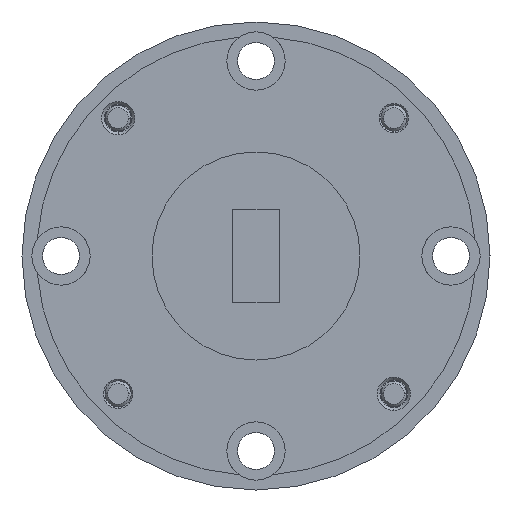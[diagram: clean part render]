
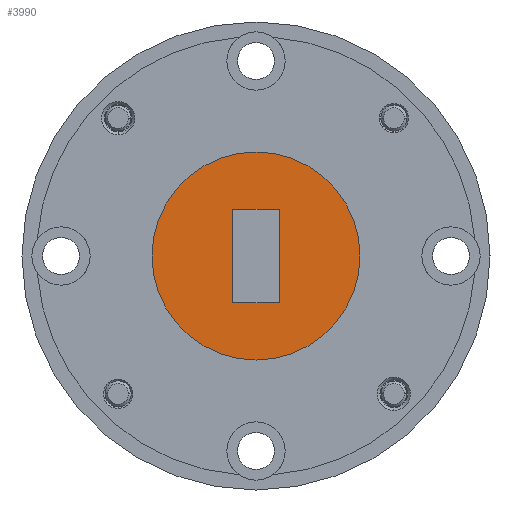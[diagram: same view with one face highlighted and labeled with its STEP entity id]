
A CAD part, left-side view. The second image highlights one B-rep face of the part: STEP entity #3990.
In plain terms, the highlighted planar face has unit normal (-1, 0, 0).
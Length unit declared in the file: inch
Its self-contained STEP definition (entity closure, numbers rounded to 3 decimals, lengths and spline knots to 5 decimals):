
#47 = ORIENTED_EDGE ( 'NONE', *, *, #446, .F. ) ;
#55 = CARTESIAN_POINT ( 'NONE',  ( 0., 0., 0. ) ) ;
#97 = DIRECTION ( 'NONE',  ( 0., 1., 0. ) ) ;
#150 = FACE_OUTER_BOUND ( 'NONE', #1540, .T. ) ;
#297 = ORIENTED_EDGE ( 'NONE', *, *, #333, .T. ) ;
#333 = EDGE_CURVE ( 'NONE', #1384, #996, #1776, .T. ) ;
#337 = DIRECTION ( 'NONE',  ( 0., 0., -1. ) ) ;
#409 = LINE ( 'NONE', #1112, #2477 ) ;
#446 = EDGE_CURVE ( 'NONE', #3231, #2503, #2914, .T. ) ;
#493 = EDGE_CURVE ( 'NONE', #1809, #4163, #409, .T. ) ;
#505 = LINE ( 'NONE', #3022, #3124 ) ;
#996 = VERTEX_POINT ( 'NONE', #1595 ) ;
#1053 = ORIENTED_EDGE ( 'NONE', *, *, #2981, .F. ) ;
#1084 = VECTOR ( 'NONE', #4159, 39.37008 ) ;
#1112 = CARTESIAN_POINT ( 'NONE',  ( 0., 0.056, -0.112 ) ) ;
#1158 = DIRECTION ( 'NONE',  ( 0., 0., 1. ) ) ;
#1221 = CARTESIAN_POINT ( 'NONE',  ( 0., -0.25, 0. ) ) ;
#1326 = CARTESIAN_POINT ( 'NONE',  ( 0., 0.25, 0. ) ) ;
#1384 = VERTEX_POINT ( 'NONE', #3437 ) ;
#1476 = ORIENTED_EDGE ( 'NONE', *, *, #2012, .T. ) ;
#1540 = EDGE_LOOP ( 'NONE', ( #47, #1053 ) ) ;
#1595 = CARTESIAN_POINT ( 'NONE',  ( 0., -0.056, -0.112 ) ) ;
#1609 = ORIENTED_EDGE ( 'NONE', *, *, #3105, .T. ) ;
#1645 = LINE ( 'NONE', #4499, #1084 ) ;
#1776 = LINE ( 'NONE', #4224, #1975 ) ;
#1809 = VERTEX_POINT ( 'NONE', #2140 ) ;
#1945 = FACE_BOUND ( 'NONE', #3300, .T. ) ;
#1975 = VECTOR ( 'NONE', #337, 39.37008 ) ;
#2012 = EDGE_CURVE ( 'NONE', #4163, #1384, #505, .T. ) ;
#2140 = CARTESIAN_POINT ( 'NONE',  ( 0., 0.056, -0.112 ) ) ;
#2230 = CARTESIAN_POINT ( 'NONE',  ( 0., 0.056, 0.112 ) ) ;
#2257 = AXIS2_PLACEMENT_3D ( 'NONE', #2993, #4404, #4435 ) ;
#2263 = DIRECTION ( 'NONE',  ( 0., -1., 0. ) ) ;
#2312 = PLANE ( 'NONE',  #2675 ) ;
#2477 = VECTOR ( 'NONE', #1158, 39.37008 ) ;
#2503 = VERTEX_POINT ( 'NONE', #1221 ) ;
#2552 = CIRCLE ( 'NONE', #2257, 0.25 ) ;
#2675 = AXIS2_PLACEMENT_3D ( 'NONE', #3343, #4483, #2979 ) ;
#2914 = CIRCLE ( 'NONE', #3499, 0.25 ) ;
#2979 = DIRECTION ( 'NONE',  ( 0., 1., 0. ) ) ;
#2981 = EDGE_CURVE ( 'NONE', #2503, #3231, #2552, .T. ) ;
#2993 = CARTESIAN_POINT ( 'NONE',  ( 0., 0., 0. ) ) ;
#3022 = CARTESIAN_POINT ( 'NONE',  ( 0., -0.056, 0.112 ) ) ;
#3105 = EDGE_CURVE ( 'NONE', #996, #1809, #1645, .T. ) ;
#3124 = VECTOR ( 'NONE', #2263, 39.37008 ) ;
#3231 = VERTEX_POINT ( 'NONE', #1326 ) ;
#3259 = DIRECTION ( 'NONE',  ( 1., 0., 0. ) ) ;
#3300 = EDGE_LOOP ( 'NONE', ( #1476, #297, #1609, #3439 ) ) ;
#3343 = CARTESIAN_POINT ( 'NONE',  ( 0., 0., 0. ) ) ;
#3437 = CARTESIAN_POINT ( 'NONE',  ( 0., -0.056, 0.112 ) ) ;
#3439 = ORIENTED_EDGE ( 'NONE', *, *, #493, .T. ) ;
#3499 = AXIS2_PLACEMENT_3D ( 'NONE', #55, #3259, #97 ) ;
#3990 = ADVANCED_FACE ( 'NONE', ( #1945, #150 ), #2312, .T. ) ;
#4159 = DIRECTION ( 'NONE',  ( 0., 1., 0. ) ) ;
#4163 = VERTEX_POINT ( 'NONE', #2230 ) ;
#4224 = CARTESIAN_POINT ( 'NONE',  ( 0., -0.056, -0.112 ) ) ;
#4404 = DIRECTION ( 'NONE',  ( 1., 0., 0. ) ) ;
#4435 = DIRECTION ( 'NONE',  ( 0., 1., 0. ) ) ;
#4483 = DIRECTION ( 'NONE',  ( -1., 0., 0. ) ) ;
#4499 = CARTESIAN_POINT ( 'NONE',  ( 0., -0.056, -0.112 ) ) ;
